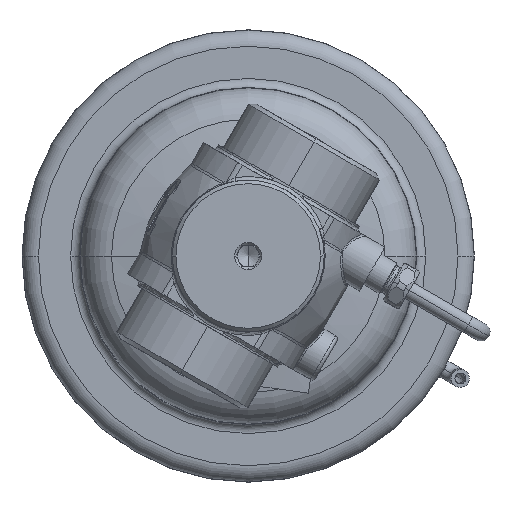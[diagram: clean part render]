
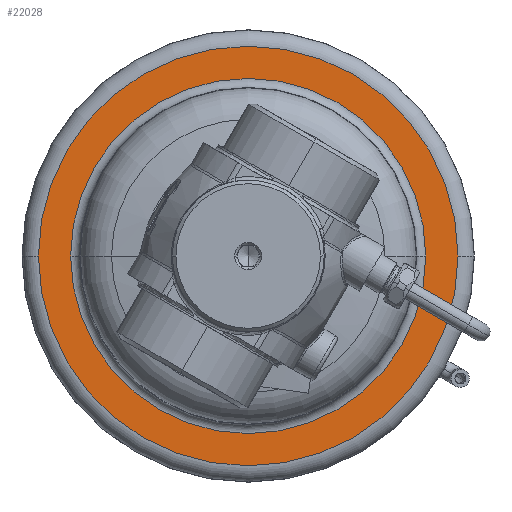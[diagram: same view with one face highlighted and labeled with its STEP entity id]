
A CAD part, left-side view. The second image highlights one B-rep face of the part: STEP entity #22028.
In plain terms, the highlighted planar face has unit normal (-1, 0, 0).
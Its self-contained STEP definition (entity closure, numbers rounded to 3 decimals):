
#2131=CARTESIAN_POINT('',(-2.5,0.,0.));
#2132=DIRECTION('',(-1.,0.,0.));
#2133=DIRECTION('',(0.,1.,0.));
#2134=AXIS2_PLACEMENT_3D('',#2131,#2132,#2133);
#2136=CARTESIAN_POINT('',(-2.5,0.,0.));
#2137=DIRECTION('',(1.,0.,0.));
#2138=DIRECTION('',(0.,1.,0.));
#2139=AXIS2_PLACEMENT_3D('',#2136,#2137,#2138);
#2141=CARTESIAN_POINT('',(-2.5,0.,0.));
#2142=DIRECTION('',(1.,0.,0.));
#2143=DIRECTION('',(0.,1.,0.));
#2144=AXIS2_PLACEMENT_3D('',#2141,#2142,#2143);
#2146=CARTESIAN_POINT('',(-2.5,0.,0.));
#2147=DIRECTION('',(-1.,0.,0.));
#2148=DIRECTION('',(0.,1.,0.));
#2149=AXIS2_PLACEMENT_3D('',#2146,#2147,#2148);
#17779=CARTESIAN_POINT('',(-2.5,58.05,0.));
#17781=VERTEX_POINT('',#17779);
#17782=CARTESIAN_POINT('',(-2.5,49.137,0.));
#17784=VERTEX_POINT('',#17782);
#17811=CARTESIAN_POINT('',(-2.5,-58.05,0.));
#17813=VERTEX_POINT('',#17811);
#17814=CARTESIAN_POINT('',(-2.5,-49.137,0.));
#17816=VERTEX_POINT('',#17814);
#22013=CARTESIAN_POINT('',(-2.5,0.,0.));
#22014=DIRECTION('',(1.,0.,0.));
#22015=DIRECTION('',(0.,-1.,0.));
#22016=AXIS2_PLACEMENT_3D('',#22013,#22014,#22015);
#22017=PLANE('',#22016);
#22019=ORIENTED_EDGE('',*,*,#22018,.T.);
#22021=ORIENTED_EDGE('',*,*,#22020,.F.);
#22022=EDGE_LOOP('',(#22019,#22021));
#22023=FACE_OUTER_BOUND('',#22022,.F.);
#22024=ORIENTED_EDGE('',*,*,#21995,.T.);
#22025=ORIENTED_EDGE('',*,*,#22006,.F.);
#22026=EDGE_LOOP('',(#22024,#22025));
#22027=FACE_BOUND('',#22026,.F.);
#22028=ADVANCED_FACE('',(#22023,#22027),#22017,.F.);
#2135=CIRCLE('',#2134,49.137);
#2140=CIRCLE('',#2139,49.137);
#2145=CIRCLE('',#2144,58.05);
#2150=CIRCLE('',#2149,58.05);
#21995=EDGE_CURVE('',#17784,#17816,#2135,.T.);
#22006=EDGE_CURVE('',#17784,#17816,#2140,.T.);
#22018=EDGE_CURVE('',#17781,#17813,#2145,.T.);
#22020=EDGE_CURVE('',#17781,#17813,#2150,.T.);
